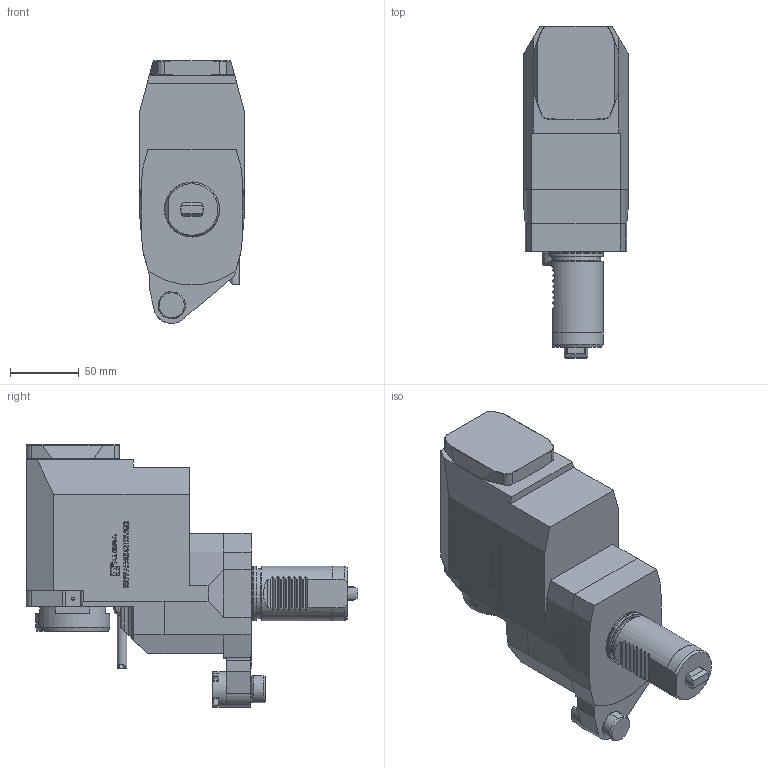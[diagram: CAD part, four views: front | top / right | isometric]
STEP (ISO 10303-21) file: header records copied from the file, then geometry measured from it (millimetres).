
FILE_DESCRIPTION (( 'STEP AP214' ), '1' );
FILE_NAME ('RRPPAH40I421DMQ2.STEP', '2026-01-28T09:27:47', ( '' ), ( '' ), 'SwSTEP 2.0', 'SolidWorks 2023', '' );
FILE_SCHEMA (( 'AUTOMOTIVE_DESIGN' ));
Length unit declared in the file: millimetre
Products named in the file (1): RRPPAH40I421DMQ2
Bounding box: 76 x 241.8 x 191.5 mm (x, y, z)
Volume: 1502391.4 mm3; surface area: 101215.8 mm2
Topology: 1 solids, 2 shells, 611 faces, 1612 edges, 1065 vertices
Faces by surface type: plane 415, cylinder 93, bspline 69, cone 27, torus 6, sphere 1
Full cylindrical faces by diameter (mm): 1.7 x1, 2.1 x1, 4 x1, 6.366 x1, 7 x1, 15 x1, 26 x1, 36 x1, 39.6 x1, 40 x2, 54 x1
Entity records: 27374 total; most frequent: CARTESIAN_POINT 9367, ORIENTED_EDGE 3150, DIRECTION 2637, EDGE_CURVE 1575, LINE 1131, VECTOR 1131, VERTEX_POINT 1053, AXIS2_PLACEMENT_3D 753
